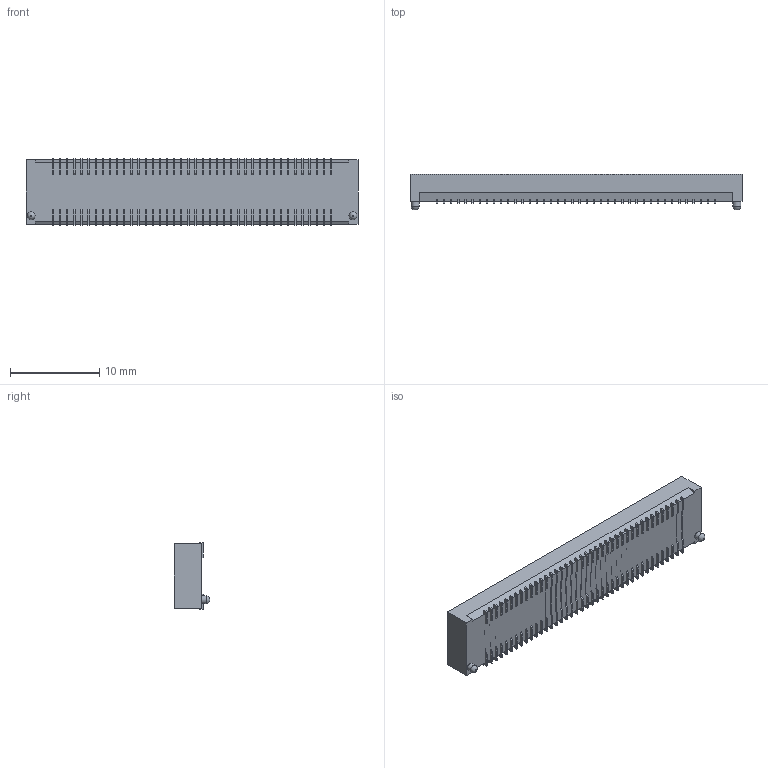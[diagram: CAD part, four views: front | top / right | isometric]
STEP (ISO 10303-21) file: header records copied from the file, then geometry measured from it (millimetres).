
FILE_DESCRIPTION(/* description */ ('STEP AP214'),/* implementation_level */ '2;1');
FILE_NAME(/* name */ 'BSE-040-01-L-D-A-TR',/* time_stamp */ '2025-04-02T12:50:59+02:00',/* author */ ('License CC BY-ND 4.0'),/* organization */ ('CADENAS'),/* preprocessor_version */ 'ST-DEVELOPER v19.3',/* originating_system */ 'PARTsolutions',/* authorisation */ ' ');
FILE_SCHEMA (('AUTOMOTIVE_DESIGN {1 0 10303 214 3 1 1}'));
Length unit declared in the file: inch
Products named in the file (3): BSE-040-01-L-D-A-TR; BSE-040-01-D-A_ter; C-126-040-01
Assembly tree (2 placements, depth 2):
  BSE-040-01-L-D-A-TR
    BSE-040-01-D-A_ter
    C-126-040-01
Bounding box: 37.27 x 4 x 7.49 mm (x, y, z)
Volume: 528.6 mm3; surface area: 1844.1 mm2
Topology: 2 solids, 2 shells, 1328 faces, 3876 edges, 2478 vertices
Faces by surface type: plane 1324, cylinder 2, torus 2
Full cylindrical faces by diameter (mm): 0.889 x2
Entity records: 42778 total; most frequent: ORIENTED_EDGE 7740, CARTESIAN_POINT 7677, DIRECTION 6538, EDGE_CURVE 3870, LINE 3864, VECTOR 3864, VERTEX_POINT 2476, AXIS2_PLACEMENT_3D 1337
